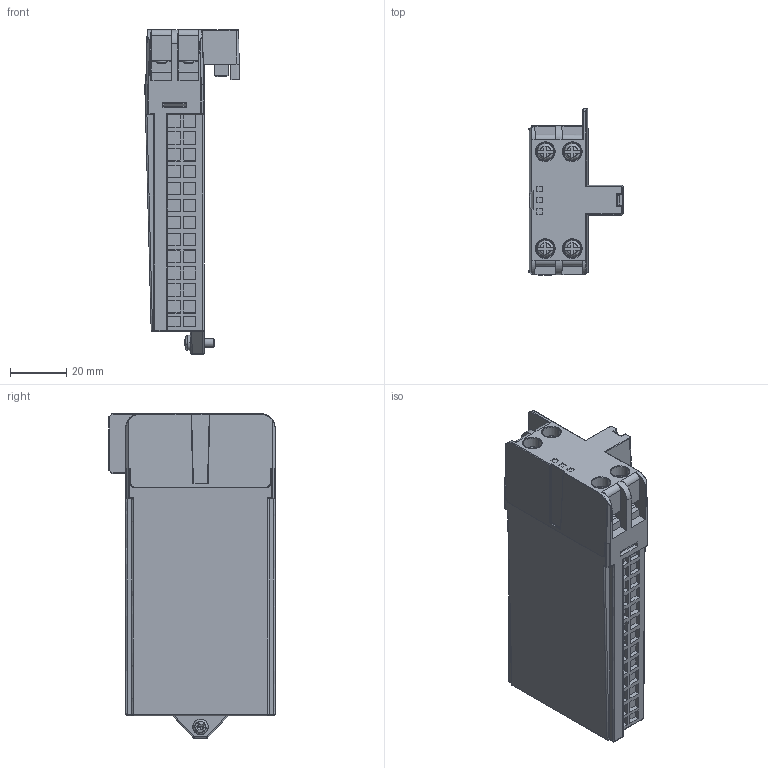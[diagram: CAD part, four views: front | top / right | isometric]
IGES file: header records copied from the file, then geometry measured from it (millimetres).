
Start section: SolidWorks IGES file using analytic representation for surfaces
Global section: file name: OUTSIDE-PS9Z-6RMn.IGS,15; native system: HSolidWorks 2012; preprocessor: SolidWorks 2012; author: 1002606; date: 151106.163054; units: millimetre
Bounding box: 33.58 x 59 x 115.2 mm (x, y, z)
Surface area: 23474.7 mm2 (no closed solid volume)
Topology: 0 solids, 0 shells, 851 faces, 6738 edges, 6723 vertices
Faces by surface type: bspline 647, revolution 204
